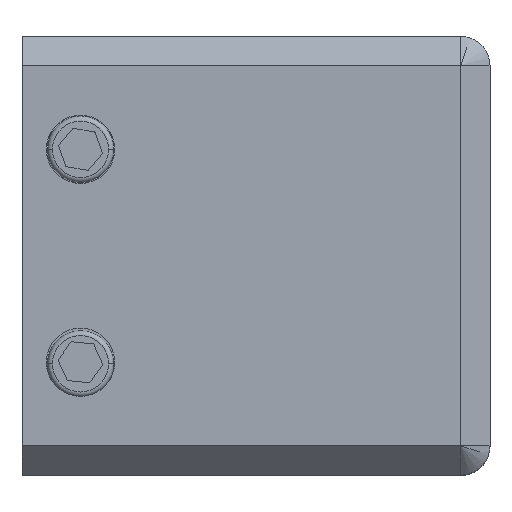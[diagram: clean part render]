
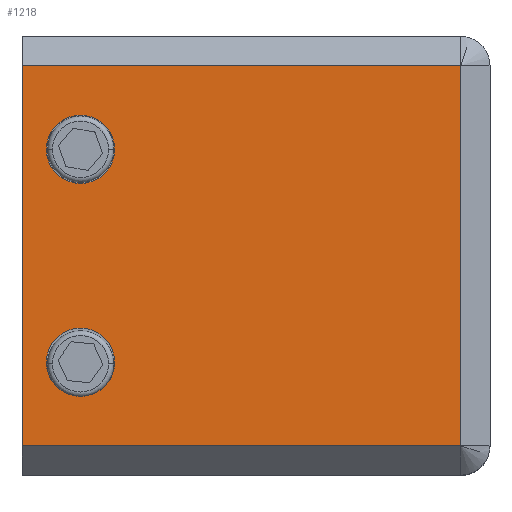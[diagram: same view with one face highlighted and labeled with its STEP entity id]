
A CAD part, top view. The second image highlights one B-rep face of the part: STEP entity #1218.
In plain terms, the highlighted planar face has unit normal (0, 0, 1).
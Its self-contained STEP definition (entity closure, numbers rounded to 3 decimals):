
#2 = AXIS2_PLACEMENT_3D ( 'NONE', #2848, #13, #3775 ) ;
#13 = DIRECTION ( 'NONE',  ( 0., 0., 1. ) ) ;
#16 = VERTEX_POINT ( 'NONE', #126 ) ;
#22 = EDGE_CURVE ( 'NONE', #2042, #16, #2582, .T. ) ;
#31 = CARTESIAN_POINT ( 'NONE',  ( -48., -19.5, 13.5 ) ) ;
#34 = EDGE_LOOP ( 'NONE', ( #1075, #739 ) ) ;
#42 = LINE ( 'NONE', #1596, #1988 ) ;
#67 = VERTEX_POINT ( 'NONE', #1723 ) ;
#70 = DIRECTION ( 'NONE',  ( 1., 0., 0. ) ) ;
#75 = LINE ( 'NONE', #3898, #1813 ) ;
#113 = DIRECTION ( 'NONE',  ( -1., 0., 0. ) ) ;
#115 = EDGE_LOOP ( 'NONE', ( #3000, #1539 ) ) ;
#126 = CARTESIAN_POINT ( 'NONE',  ( -45.5, 10.919, 13.5 ) ) ;
#163 = EDGE_CURVE ( 'NONE', #16, #2042, #1724, .T. ) ;
#239 = EDGE_CURVE ( 'NONE', #4003, #1152, #1509, .T. ) ;
#321 = FACE_BOUND ( 'NONE', #115, .T. ) ;
#323 = CIRCLE ( 'NONE', #1512, 3.5 ) ;
#439 = ORIENTED_EDGE ( 'NONE', *, *, #239, .T. ) ;
#598 = FACE_BOUND ( 'NONE', #34, .T. ) ;
#663 = CIRCLE ( 'NONE', #1588, 3.5 ) ;
#675 = EDGE_CURVE ( 'NONE', #3995, #708, #323, .T. ) ;
#708 = VERTEX_POINT ( 'NONE', #3052 ) ;
#739 = ORIENTED_EDGE ( 'NONE', *, *, #675, .F. ) ;
#755 = CARTESIAN_POINT ( 'NONE',  ( -42., -10.919, 13.5 ) ) ;
#849 = CARTESIAN_POINT ( 'NONE',  ( -42., -10.919, 13.5 ) ) ;
#952 = CARTESIAN_POINT ( 'NONE',  ( -3., -19.5, 13.5 ) ) ;
#1075 = ORIENTED_EDGE ( 'NONE', *, *, #1345, .F. ) ;
#1152 = VERTEX_POINT ( 'NONE', #952 ) ;
#1183 = DIRECTION ( 'NONE',  ( 0., 0., 1. ) ) ;
#1218 = ADVANCED_FACE ( 'NONE', ( #321, #598, #1544 ), #2807, .T. ) ;
#1345 = EDGE_CURVE ( 'NONE', #708, #3995, #663, .T. ) ;
#1451 = CARTESIAN_POINT ( 'NONE',  ( -3., -19.5, 13.5 ) ) ;
#1509 = LINE ( 'NONE', #1451, #3486 ) ;
#1512 = AXIS2_PLACEMENT_3D ( 'NONE', #849, #1183, #3318 ) ;
#1539 = ORIENTED_EDGE ( 'NONE', *, *, #163, .F. ) ;
#1544 = FACE_OUTER_BOUND ( 'NONE', #3046, .T. ) ;
#1557 = EDGE_CURVE ( 'NONE', #4003, #2219, #42, .T. ) ;
#1588 = AXIS2_PLACEMENT_3D ( 'NONE', #755, #3199, #70 ) ;
#1596 = CARTESIAN_POINT ( 'NONE',  ( -48., -39., 13.5 ) ) ;
#1723 = CARTESIAN_POINT ( 'NONE',  ( -3., 19.5, 13.5 ) ) ;
#1724 = CIRCLE ( 'NONE', #2051, 3.5 ) ;
#1813 = VECTOR ( 'NONE', #113, 1000. ) ;
#1895 = CARTESIAN_POINT ( 'NONE',  ( -42., 10.919, 13.5 ) ) ;
#1941 = LINE ( 'NONE', #2234, #3639 ) ;
#1988 = VECTOR ( 'NONE', #2238, 1000. ) ;
#2031 = EDGE_CURVE ( 'NONE', #1152, #67, #1941, .T. ) ;
#2042 = VERTEX_POINT ( 'NONE', #2888 ) ;
#2051 = AXIS2_PLACEMENT_3D ( 'NONE', #1895, #3429, #2168 ) ;
#2105 = EDGE_CURVE ( 'NONE', #67, #2219, #75, .T. ) ;
#2168 = DIRECTION ( 'NONE',  ( 1., 0., 0. ) ) ;
#2219 = VERTEX_POINT ( 'NONE', #3979 ) ;
#2234 = CARTESIAN_POINT ( 'NONE',  ( -3., 19.5, 13.5 ) ) ;
#2238 = DIRECTION ( 'NONE',  ( 0., 1., 0. ) ) ;
#2582 = CIRCLE ( 'NONE', #3288, 3.5 ) ;
#2652 = DIRECTION ( 'NONE',  ( 0., 0., 1. ) ) ;
#2677 = ORIENTED_EDGE ( 'NONE', *, *, #1557, .F. ) ;
#2807 = PLANE ( 'NONE',  #2 ) ;
#2848 = CARTESIAN_POINT ( 'NONE',  ( 0., 0., 13.5 ) ) ;
#2888 = CARTESIAN_POINT ( 'NONE',  ( -38.5, 10.919, 13.5 ) ) ;
#3000 = ORIENTED_EDGE ( 'NONE', *, *, #22, .F. ) ;
#3046 = EDGE_LOOP ( 'NONE', ( #2677, #439, #3908, #3335 ) ) ;
#3052 = CARTESIAN_POINT ( 'NONE',  ( -38.5, -10.919, 13.5 ) ) ;
#3185 = DIRECTION ( 'NONE',  ( 0., 1., 0. ) ) ;
#3198 = CARTESIAN_POINT ( 'NONE',  ( -45.5, -10.919, 13.5 ) ) ;
#3199 = DIRECTION ( 'NONE',  ( 0., 0., 1. ) ) ;
#3288 = AXIS2_PLACEMENT_3D ( 'NONE', #3323, #2652, #3888 ) ;
#3318 = DIRECTION ( 'NONE',  ( 1., 0., 0. ) ) ;
#3323 = CARTESIAN_POINT ( 'NONE',  ( -42., 10.919, 13.5 ) ) ;
#3335 = ORIENTED_EDGE ( 'NONE', *, *, #2105, .T. ) ;
#3429 = DIRECTION ( 'NONE',  ( 0., 0., 1. ) ) ;
#3486 = VECTOR ( 'NONE', #3969, 1000. ) ;
#3639 = VECTOR ( 'NONE', #3185, 1000. ) ;
#3775 = DIRECTION ( 'NONE',  ( 1., 0., 0. ) ) ;
#3888 = DIRECTION ( 'NONE',  ( 1., 0., 0. ) ) ;
#3898 = CARTESIAN_POINT ( 'NONE',  ( -48., 19.5, 13.5 ) ) ;
#3908 = ORIENTED_EDGE ( 'NONE', *, *, #2031, .T. ) ;
#3969 = DIRECTION ( 'NONE',  ( 1., 0., 0. ) ) ;
#3979 = CARTESIAN_POINT ( 'NONE',  ( -48., 19.5, 13.5 ) ) ;
#3995 = VERTEX_POINT ( 'NONE', #3198 ) ;
#4003 = VERTEX_POINT ( 'NONE', #31 ) ;
